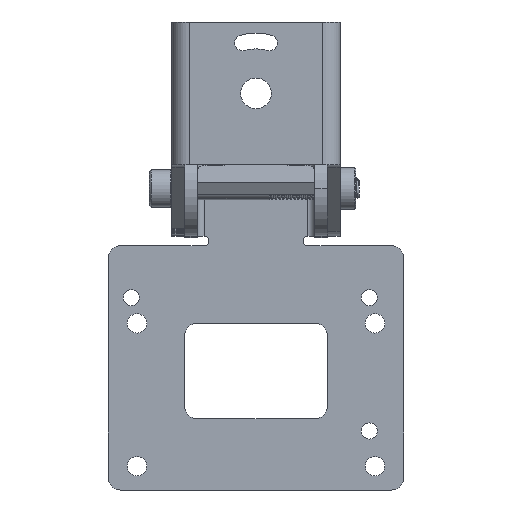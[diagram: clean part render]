
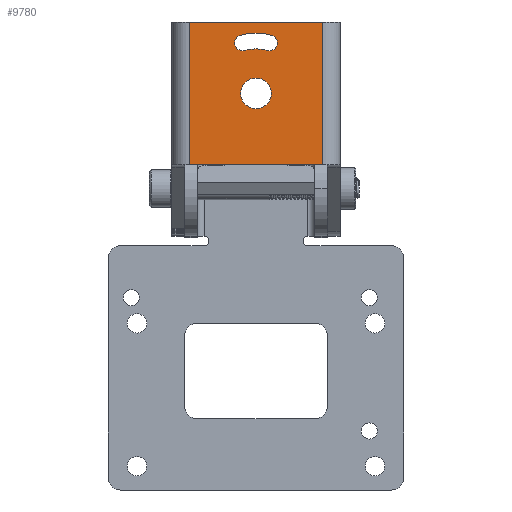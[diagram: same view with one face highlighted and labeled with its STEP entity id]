
A CAD part, front view. The second image highlights one B-rep face of the part: STEP entity #9780.
In plain terms, the highlighted planar face has unit normal (0, -1, 0).
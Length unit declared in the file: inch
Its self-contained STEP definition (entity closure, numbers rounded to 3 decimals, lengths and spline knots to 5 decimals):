
#45 = AXIS2_PLACEMENT_3D ( 'NONE', #10334, #13109, #14846 ) ;
#310 = VERTEX_POINT ( 'NONE', #3473 ) ;
#396 = DIRECTION ( 'NONE',  ( 0., 1., 0. ) ) ;
#450 = FACE_OUTER_BOUND ( 'NONE', #9710, .T. ) ;
#785 = CIRCLE ( 'NONE', #7190, 0.0825 ) ;
#1025 = EDGE_LOOP ( 'NONE', ( #8550, #18929, #6963, #6291, #9514, #18350 ) ) ;
#1045 = EDGE_CURVE ( 'NONE', #13345, #8958, #7151, .T. ) ;
#1102 = EDGE_CURVE ( 'NONE', #15349, #12041, #785, .T. ) ;
#1164 = VECTOR ( 'NONE', #5333, 39.37008 ) ;
#1208 = LINE ( 'NONE', #15487, #1164 ) ;
#1516 = CIRCLE ( 'NONE', #18358, 0.6325 ) ;
#1970 = DIRECTION ( 'NONE',  ( 0., 1., 0. ) ) ;
#2134 = CARTESIAN_POINT ( 'NONE',  ( -0.14235, 0., 0.53126 ) ) ;
#2303 = CARTESIAN_POINT ( 'NONE',  ( -0.7, 0., -0.75 ) ) ;
#2435 = EDGE_CURVE ( 'NONE', #15618, #8958, #15820, .T. ) ;
#2827 = DIRECTION ( 'NONE',  ( 0., 0., 1. ) ) ;
#3473 = CARTESIAN_POINT ( 'NONE',  ( 0., 0., 0.4675 ) ) ;
#3492 = CARTESIAN_POINT ( 'NONE',  ( -0.75, 0., 0.75 ) ) ;
#3827 = DIRECTION ( 'NONE',  ( 0., 0., 1. ) ) ;
#4073 = EDGE_CURVE ( 'NONE', #16459, #4528, #14462, .T. ) ;
#4193 = CARTESIAN_POINT ( 'NONE',  ( 0.7, 0., 0.75 ) ) ;
#4411 = CARTESIAN_POINT ( 'NONE',  ( 0., 0., -0.1615 ) ) ;
#4528 = VERTEX_POINT ( 'NONE', #4411 ) ;
#4709 = DIRECTION ( 'NONE',  ( 0., 1., 0. ) ) ;
#4884 = DIRECTION ( 'NONE',  ( 0., 0., 1. ) ) ;
#4940 = EDGE_CURVE ( 'NONE', #15618, #16167, #11665, .T. ) ;
#5135 = DIRECTION ( 'NONE',  ( 0., 0., 1. ) ) ;
#5266 = VECTOR ( 'NONE', #6476, 39.37008 ) ;
#5272 = DIRECTION ( 'NONE',  ( 0., -1., 0. ) ) ;
#5333 = DIRECTION ( 'NONE',  ( 0., 0., 1. ) ) ;
#5970 = ORIENTED_EDGE ( 'NONE', *, *, #2435, .T. ) ;
#6105 = VERTEX_POINT ( 'NONE', #16884 ) ;
#6291 = ORIENTED_EDGE ( 'NONE', *, *, #14332, .F. ) ;
#6429 = AXIS2_PLACEMENT_3D ( 'NONE', #18203, #6726, #18112 ) ;
#6476 = DIRECTION ( 'NONE',  ( 1., 0., 0. ) ) ;
#6726 = DIRECTION ( 'NONE',  ( 0., -1., 0. ) ) ;
#6963 = ORIENTED_EDGE ( 'NONE', *, *, #12382, .F. ) ;
#7022 = CARTESIAN_POINT ( 'NONE',  ( -0.7, 0., 0.75 ) ) ;
#7087 = ORIENTED_EDGE ( 'NONE', *, *, #1045, .F. ) ;
#7116 = EDGE_CURVE ( 'NONE', #4528, #16459, #10661, .T. ) ;
#7151 = LINE ( 'NONE', #8764, #9319 ) ;
#7190 = AXIS2_PLACEMENT_3D ( 'NONE', #2134, #7983, #13800 ) ;
#7338 = CARTESIAN_POINT ( 'NONE',  ( -0.7, 0., 0.75 ) ) ;
#7983 = DIRECTION ( 'NONE',  ( 0., -1., 0. ) ) ;
#8038 = ORIENTED_EDGE ( 'NONE', *, *, #7116, .T. ) ;
#8550 = ORIENTED_EDGE ( 'NONE', *, *, #15374, .F. ) ;
#8671 = DIRECTION ( 'NONE',  ( 0., 1., 0. ) ) ;
#8764 = CARTESIAN_POINT ( 'NONE',  ( -0.75, 0., -0.75 ) ) ;
#8850 = VERTEX_POINT ( 'NONE', #18887 ) ;
#8958 = VERTEX_POINT ( 'NONE', #2303 ) ;
#9227 = CARTESIAN_POINT ( 'NONE',  ( -0.121, 0., 0.45157 ) ) ;
#9255 = AXIS2_PLACEMENT_3D ( 'NONE', #17735, #4709, #16206 ) ;
#9319 = VECTOR ( 'NONE', #12969, 39.37008 ) ;
#9514 = ORIENTED_EDGE ( 'NONE', *, *, #17767, .F. ) ;
#9710 = EDGE_LOOP ( 'NONE', ( #9991, #15019, #5970, #7087 ) ) ;
#9780 = ADVANCED_FACE ( 'NONE', ( #16728, #12403, #450 ), #15099, .F. ) ;
#9991 = ORIENTED_EDGE ( 'NONE', *, *, #13530, .T. ) ;
#10063 = CIRCLE ( 'NONE', #12820, 0.4675 ) ;
#10334 = CARTESIAN_POINT ( 'NONE',  ( 0.14235, 0., 0.53126 ) ) ;
#10359 = CIRCLE ( 'NONE', #11880, 0.4675 ) ;
#10661 = CIRCLE ( 'NONE', #16164, 0.1615 ) ;
#11088 = DIRECTION ( 'NONE',  ( 0., 0., 1. ) ) ;
#11660 = CARTESIAN_POINT ( 'NONE',  ( 0.121, 0., 0.45157 ) ) ;
#11665 = LINE ( 'NONE', #3492, #5266 ) ;
#11880 = AXIS2_PLACEMENT_3D ( 'NONE', #17389, #8671, #2827 ) ;
#12041 = VERTEX_POINT ( 'NONE', #9227 ) ;
#12134 = EDGE_CURVE ( 'NONE', #310, #14581, #10063, .T. ) ;
#12245 = EDGE_LOOP ( 'NONE', ( #18078, #8038 ) ) ;
#12382 = EDGE_CURVE ( 'NONE', #8850, #15349, #14666, .T. ) ;
#12403 = FACE_BOUND ( 'NONE', #12245, .T. ) ;
#12418 = DIRECTION ( 'NONE',  ( 0., 1., 0. ) ) ;
#12820 = AXIS2_PLACEMENT_3D ( 'NONE', #17810, #396, #4884 ) ;
#12882 = CIRCLE ( 'NONE', #45, 0.0825 ) ;
#12969 = DIRECTION ( 'NONE',  ( -1., 0., 0. ) ) ;
#13052 = VECTOR ( 'NONE', #16017, 39.37008 ) ;
#13109 = DIRECTION ( 'NONE',  ( 0., -1., 0. ) ) ;
#13345 = VERTEX_POINT ( 'NONE', #18066 ) ;
#13530 = EDGE_CURVE ( 'NONE', #13345, #16167, #1208, .T. ) ;
#13635 = CARTESIAN_POINT ( 'NONE',  ( 0., 0., 0. ) ) ;
#13800 = DIRECTION ( 'NONE',  ( 0., 0., 1. ) ) ;
#14332 = EDGE_CURVE ( 'NONE', #6105, #8850, #1516, .T. ) ;
#14462 = CIRCLE ( 'NONE', #9255, 0.1615 ) ;
#14581 = VERTEX_POINT ( 'NONE', #11660 ) ;
#14666 = CIRCLE ( 'NONE', #6429, 0.6325 ) ;
#14846 = DIRECTION ( 'NONE',  ( 0., 0., 1. ) ) ;
#15019 = ORIENTED_EDGE ( 'NONE', *, *, #4940, .F. ) ;
#15099 = PLANE ( 'NONE',  #15967 ) ;
#15349 = VERTEX_POINT ( 'NONE', #15952 ) ;
#15374 = EDGE_CURVE ( 'NONE', #12041, #310, #10359, .T. ) ;
#15402 = CARTESIAN_POINT ( 'NONE',  ( 0., 0., 0. ) ) ;
#15487 = CARTESIAN_POINT ( 'NONE',  ( 0.7, 0., -0.75 ) ) ;
#15618 = VERTEX_POINT ( 'NONE', #7338 ) ;
#15820 = LINE ( 'NONE', #7022, #13052 ) ;
#15952 = CARTESIAN_POINT ( 'NONE',  ( -0.1637, 0., 0.61095 ) ) ;
#15967 = AXIS2_PLACEMENT_3D ( 'NONE', #13635, #1970, #5135 ) ;
#16017 = DIRECTION ( 'NONE',  ( 0., 0., -1. ) ) ;
#16164 = AXIS2_PLACEMENT_3D ( 'NONE', #15402, #12418, #11088 ) ;
#16167 = VERTEX_POINT ( 'NONE', #4193 ) ;
#16206 = DIRECTION ( 'NONE',  ( 0., 0., 1. ) ) ;
#16448 = CARTESIAN_POINT ( 'NONE',  ( 0., 0., 0.1615 ) ) ;
#16459 = VERTEX_POINT ( 'NONE', #16448 ) ;
#16728 = FACE_BOUND ( 'NONE', #1025, .T. ) ;
#16884 = CARTESIAN_POINT ( 'NONE',  ( 0.1637, 0., 0.61095 ) ) ;
#17389 = CARTESIAN_POINT ( 'NONE',  ( 0., 0., 0. ) ) ;
#17735 = CARTESIAN_POINT ( 'NONE',  ( 0., 0., 0. ) ) ;
#17767 = EDGE_CURVE ( 'NONE', #14581, #6105, #12882, .T. ) ;
#17810 = CARTESIAN_POINT ( 'NONE',  ( 0., 0., 0. ) ) ;
#18066 = CARTESIAN_POINT ( 'NONE',  ( 0.7, 0., -0.75 ) ) ;
#18078 = ORIENTED_EDGE ( 'NONE', *, *, #4073, .T. ) ;
#18112 = DIRECTION ( 'NONE',  ( 0., 0., 1. ) ) ;
#18203 = CARTESIAN_POINT ( 'NONE',  ( 0., 0., 0. ) ) ;
#18350 = ORIENTED_EDGE ( 'NONE', *, *, #12134, .F. ) ;
#18358 = AXIS2_PLACEMENT_3D ( 'NONE', #18386, #5272, #3827 ) ;
#18386 = CARTESIAN_POINT ( 'NONE',  ( 0., 0., 0. ) ) ;
#18887 = CARTESIAN_POINT ( 'NONE',  ( 0., 0., 0.6325 ) ) ;
#18929 = ORIENTED_EDGE ( 'NONE', *, *, #1102, .F. ) ;
